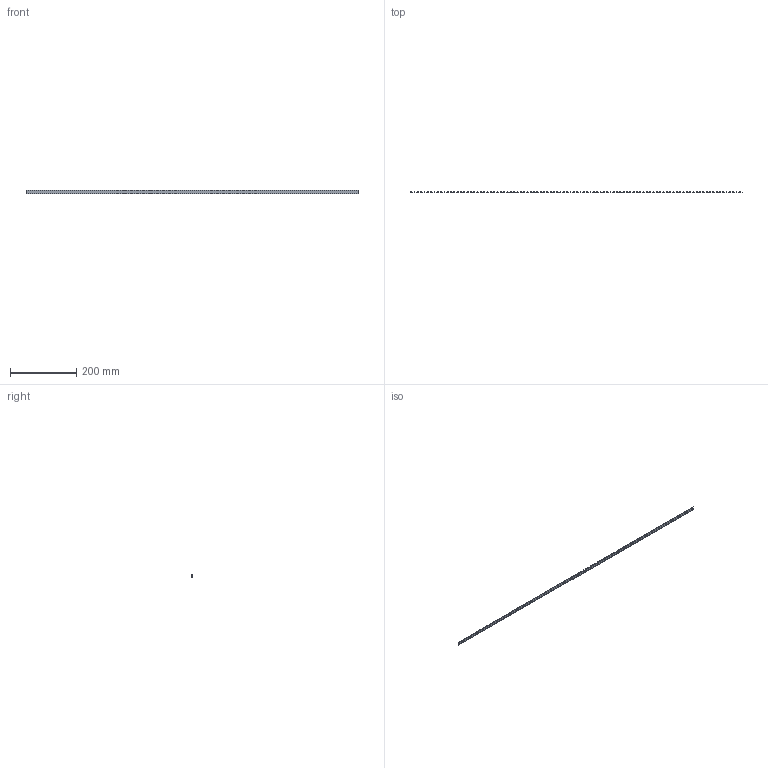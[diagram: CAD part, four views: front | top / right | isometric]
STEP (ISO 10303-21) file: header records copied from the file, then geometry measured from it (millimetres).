
FILE_DESCRIPTION (( 'STEP AP214' ), '1' );
FILE_NAME ('LED STRIP Flexline 168_17.0_1800 3000Ê.STEP', '2018-07-26T04:59:07', ( 'usr' ), ( '' ), 'SwSTEP 2.0', 'SolidWorks 2013', '' );
FILE_SCHEMA (( 'AUTOMOTIVE_DESIGN' ));
Length unit declared in the file: millimetre
Products named in the file (1): LED STRIP Flexline 168_17.0_1800 3000Ê
Bounding box: 1000 x 2 x 10 mm (x, y, z)
Volume: 3613.8 mm3; surface area: 24219.6 mm2
Topology: 1 solids, 1 shells, 1006 faces, 2412 edges, 1608 vertices
Faces by surface type: plane 1006
Entity records: 28590 total; most frequent: CARTESIAN_POINT 5027, ORIENTED_EDGE 4824, DIRECTION 4426, EDGE_CURVE 2412, VECTOR 2412, LINE 2412, VERTEX_POINT 1608, EDGE_LOOP 1206
